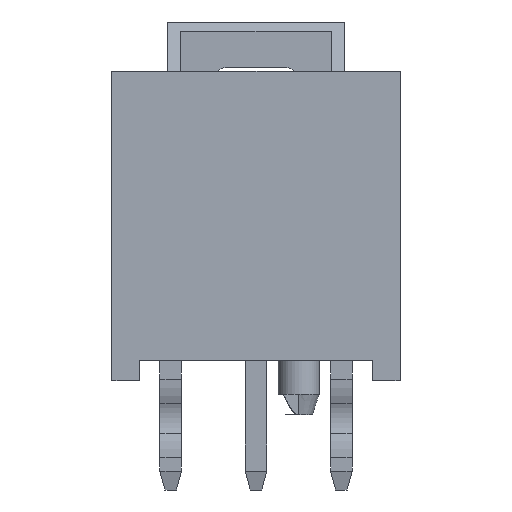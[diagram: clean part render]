
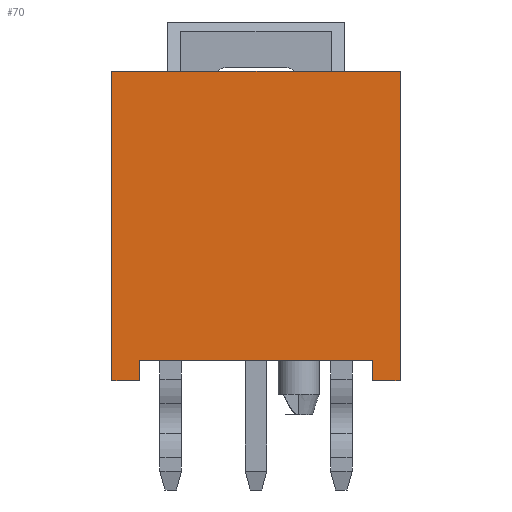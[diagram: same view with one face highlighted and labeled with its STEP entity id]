
A CAD part, front view. The second image highlights one B-rep face of the part: STEP entity #70.
In plain terms, the highlighted planar face has unit normal (0, -1, 0).
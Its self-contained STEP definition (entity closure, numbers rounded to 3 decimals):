
#70=ADVANCED_FACE('',(#309),#310,.F.);
#309=FACE_OUTER_BOUND('',#780,.T.);
#310=PLANE('',#781);
#780=EDGE_LOOP('',(#1267,#1268,#1269,#1270,#1271,#1272,#1273,#1274));
#781=AXIS2_PLACEMENT_3D('',#1275,#1276,#1277);
#1267=ORIENTED_EDGE('',*,*,#3056,.T.);
#1268=ORIENTED_EDGE('',*,*,#3057,.F.);
#1269=ORIENTED_EDGE('',*,*,#3058,.F.);
#1270=ORIENTED_EDGE('',*,*,#3059,.F.);
#1271=ORIENTED_EDGE('',*,*,#3060,.T.);
#1272=ORIENTED_EDGE('',*,*,#3061,.F.);
#1273=ORIENTED_EDGE('',*,*,#3062,.F.);
#1274=ORIENTED_EDGE('',*,*,#3063,.F.);
#1275=CARTESIAN_POINT('',(0.0,-2.99,0.0));
#1276=DIRECTION('',(-0.0,1.0,0.0));
#1277=DIRECTION('',(1.0,0.0,0.0));
#3056=EDGE_CURVE('',#3670,#3671,#3672,.T.);
#3057=EDGE_CURVE('',#3673,#3671,#3674,.T.);
#3058=EDGE_CURVE('',#3675,#3673,#3676,.T.);
#3059=EDGE_CURVE('',#3677,#3675,#3678,.T.);
#3060=EDGE_CURVE('',#3677,#3679,#3680,.T.);
#3061=EDGE_CURVE('',#3681,#3679,#3682,.T.);
#3062=EDGE_CURVE('',#3683,#3681,#3684,.T.);
#3063=EDGE_CURVE('',#3670,#3683,#3685,.T.);
#3670=VERTEX_POINT('',#4603);
#3671=VERTEX_POINT('',#4604);
#3672=LINE('',#4605,#4606);
#3673=VERTEX_POINT('',#4607);
#3674=LINE('',#4608,#4609);
#3675=VERTEX_POINT('',#4610);
#3676=LINE('',#4611,#4612);
#3677=VERTEX_POINT('',#4613);
#3678=LINE('',#4614,#4615);
#3679=VERTEX_POINT('',#4616);
#3680=LINE('',#4617,#4618);
#3681=VERTEX_POINT('',#4619);
#3682=LINE('',#4620,#4621);
#3683=VERTEX_POINT('',#4622);
#3684=LINE('',#4623,#4624);
#3685=LINE('',#4625,#4626);
#4603=CARTESIAN_POINT('',(3.42,-2.99,-4.23));
#4604=CARTESIAN_POINT('',(3.42,-2.99,-4.83));
#4605=CARTESIAN_POINT('',(3.42,-2.99,-4.23));
#4606=VECTOR('',#6012,0.6);
#4607=CARTESIAN_POINT('',(4.22,-2.99,-4.83));
#4608=CARTESIAN_POINT('',(4.22,-2.99,-4.83));
#4609=VECTOR('',#6013,0.8);
#4610=CARTESIAN_POINT('',(4.22,-2.99,4.23));
#4611=CARTESIAN_POINT('',(4.22,-2.99,4.23));
#4612=VECTOR('',#6014,9.06);
#4613=CARTESIAN_POINT('',(-4.22,-2.99,4.23));
#4614=CARTESIAN_POINT('',(-4.22,-2.99,4.23));
#4615=VECTOR('',#6015,8.44);
#4616=CARTESIAN_POINT('',(-4.22,-2.99,-4.83));
#4617=CARTESIAN_POINT('',(-4.22,-2.99,4.23));
#4618=VECTOR('',#6016,9.06);
#4619=CARTESIAN_POINT('',(-3.42,-2.99,-4.83));
#4620=CARTESIAN_POINT('',(-3.42,-2.99,-4.83));
#4621=VECTOR('',#6017,0.8);
#4622=CARTESIAN_POINT('',(-3.42,-2.99,-4.23));
#4623=CARTESIAN_POINT('',(-3.42,-2.99,-4.23));
#4624=VECTOR('',#6018,0.6);
#4625=CARTESIAN_POINT('',(3.42,-2.99,-4.23));
#4626=VECTOR('',#6019,6.84);
#6012=DIRECTION('',(0.0,0.0,-1.0));
#6013=DIRECTION('',(-1.0,0.0,0.0));
#6014=DIRECTION('',(0.0,0.0,-1.0));
#6015=DIRECTION('',(1.0,0.0,0.0));
#6016=DIRECTION('',(0.0,0.0,-1.0));
#6017=DIRECTION('',(-1.0,0.0,0.0));
#6018=DIRECTION('',(0.0,0.0,-1.0));
#6019=DIRECTION('',(-1.0,0.0,0.0));
